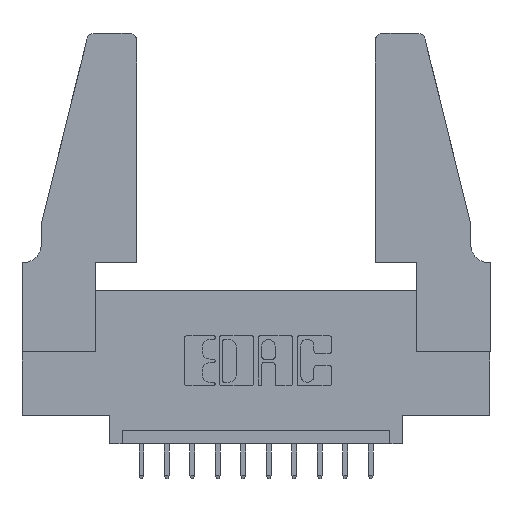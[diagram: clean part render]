
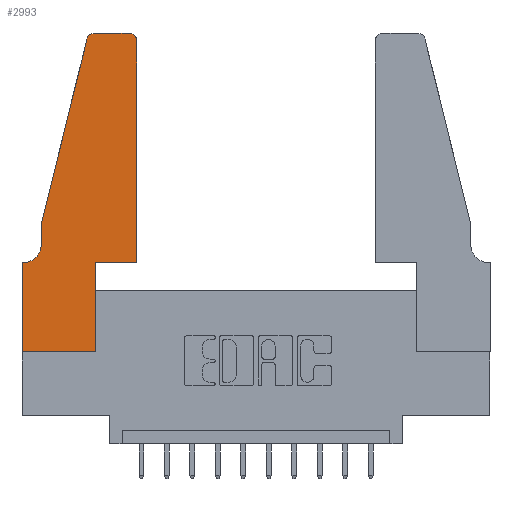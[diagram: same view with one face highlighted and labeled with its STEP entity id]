
A CAD part, top view. The second image highlights one B-rep face of the part: STEP entity #2993.
In plain terms, the highlighted planar face has unit normal (0, 0, 1).
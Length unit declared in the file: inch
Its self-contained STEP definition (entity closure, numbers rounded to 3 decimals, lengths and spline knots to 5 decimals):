
#20 = CARTESIAN_POINT ( 'NONE',  ( 0., 0., 0.37 ) ) ;
#67 = DIRECTION ( 'NONE',  ( 0., 0., 1. ) ) ;
#116 = DIRECTION ( 'NONE',  ( 0., 0., 1. ) ) ;
#229 = VERTEX_POINT ( 'NONE', #6435 ) ;
#747 = DIRECTION ( 'NONE',  ( -1., 0., 0. ) ) ;
#917 = VECTOR ( 'NONE', #8230, 39.37008 ) ;
#937 = FACE_OUTER_BOUND ( 'NONE', #9371, .T. ) ;
#993 = DIRECTION ( 'NONE',  ( 0., -1., 0. ) ) ;
#1461 = CARTESIAN_POINT ( 'NONE',  ( 0.2605, 1.25, 0.37 ) ) ;
#1491 = DIRECTION ( 'NONE',  ( -1., 0., 0. ) ) ;
#1581 = EDGE_CURVE ( 'NONE', #13713, #9516, #4087, .T. ) ;
#1603 = VERTEX_POINT ( 'NONE', #11977 ) ;
#1659 = ORIENTED_EDGE ( 'NONE', *, *, #12818, .T. ) ;
#1823 = EDGE_CURVE ( 'NONE', #3510, #1892, #6938, .T. ) ;
#1892 = VERTEX_POINT ( 'NONE', #9504 ) ;
#1925 = ORIENTED_EDGE ( 'NONE', *, *, #7591, .T. ) ;
#2089 = EDGE_CURVE ( 'NONE', #13287, #1603, #10941, .T. ) ;
#2211 = ORIENTED_EDGE ( 'NONE', *, *, #12752, .T. ) ;
#2248 = ORIENTED_EDGE ( 'NONE', *, *, #10256, .T. ) ;
#2804 = EDGE_CURVE ( 'NONE', #229, #13358, #9555, .T. ) ;
#2993 = ADVANCED_FACE ( 'NONE', ( #937 ), #14106, .T. ) ;
#3065 = LINE ( 'NONE', #9576, #917 ) ;
#3272 = ORIENTED_EDGE ( 'NONE', *, *, #13119, .T. ) ;
#3347 = DIRECTION ( 'NONE',  ( -0.239, -0.971, 0. ) ) ;
#3510 = VERTEX_POINT ( 'NONE', #13436 ) ;
#3538 = EDGE_CURVE ( 'NONE', #1892, #13287, #6356, .T. ) ;
#3653 = CARTESIAN_POINT ( 'NONE',  ( 0.4205, 1.22, 0.37 ) ) ;
#3937 = VECTOR ( 'NONE', #1491, 39.37008 ) ;
#4074 = CARTESIAN_POINT ( 'NONE',  ( 0.0055, 0.42, 0.37 ) ) ;
#4087 = LINE ( 'NONE', #5206, #14138 ) ;
#4258 = DIRECTION ( 'NONE',  ( 0., 0., 1. ) ) ;
#4625 = VERTEX_POINT ( 'NONE', #5514 ) ;
#4822 = AXIS2_PLACEMENT_3D ( 'NONE', #4074, #6065, #747 ) ;
#5111 = ORIENTED_EDGE ( 'NONE', *, *, #2804, .T. ) ;
#5157 = ORIENTED_EDGE ( 'NONE', *, *, #10922, .T. ) ;
#5206 = CARTESIAN_POINT ( 'NONE',  ( 0., 0., 0.37 ) ) ;
#5393 = CARTESIAN_POINT ( 'NONE',  ( 0.0755, 0.42, 0.37 ) ) ;
#5488 = ORIENTED_EDGE ( 'NONE', *, *, #3538, .T. ) ;
#5510 = VECTOR ( 'NONE', #993, 39.37008 ) ;
#5514 = CARTESIAN_POINT ( 'NONE',  ( 0.2865, 0., 0.37 ) ) ;
#5650 = AXIS2_PLACEMENT_3D ( 'NONE', #13234, #4258, #8626 ) ;
#5875 = VECTOR ( 'NONE', #10352, 39.37008 ) ;
#5937 = AXIS2_PLACEMENT_3D ( 'NONE', #3653, #116, #6869 ) ;
#6004 = CARTESIAN_POINT ( 'NONE',  ( 0.4505, 0.35, 0.37 ) ) ;
#6065 = DIRECTION ( 'NONE',  ( 0., 0., -1. ) ) ;
#6171 = VECTOR ( 'NONE', #10715, 39.37008 ) ;
#6329 = VECTOR ( 'NONE', #13554, 39.37008 ) ;
#6356 = CIRCLE ( 'NONE', #10012, 0.03 ) ;
#6435 = CARTESIAN_POINT ( 'NONE',  ( 0.2865, 0.35, 0.37 ) ) ;
#6869 = DIRECTION ( 'NONE',  ( 1., 0., 0. ) ) ;
#6938 = LINE ( 'NONE', #1461, #6329 ) ;
#7288 = VERTEX_POINT ( 'NONE', #13938 ) ;
#7330 = CARTESIAN_POINT ( 'NONE',  ( 0.0055, 0.35, 0.37 ) ) ;
#7425 = LINE ( 'NONE', #20, #6171 ) ;
#7443 = LINE ( 'NONE', #6004, #13202 ) ;
#7591 = EDGE_CURVE ( 'NONE', #7288, #3510, #13073, .T. ) ;
#7617 = CARTESIAN_POINT ( 'NONE',  ( 0.25487, 1.22718, 0.37 ) ) ;
#8009 = ORIENTED_EDGE ( 'NONE', *, *, #13485, .T. ) ;
#8230 = DIRECTION ( 'NONE',  ( 0., 1., 0. ) ) ;
#8576 = ORIENTED_EDGE ( 'NONE', *, *, #2089, .T. ) ;
#8626 = DIRECTION ( 'NONE',  ( 1., 0., 0. ) ) ;
#8681 = CARTESIAN_POINT ( 'NONE',  ( 0.0755, 0.5, 0.37 ) ) ;
#8778 = ORIENTED_EDGE ( 'NONE', *, *, #1581, .T. ) ;
#8779 = CARTESIAN_POINT ( 'NONE',  ( 0.0755, 0.5, 0.37 ) ) ;
#9063 = VECTOR ( 'NONE', #3347, 39.37008 ) ;
#9371 = EDGE_LOOP ( 'NONE', ( #14154, #5488, #8576, #3272, #1659, #8009, #8778, #5157, #2211, #5111, #2248, #1925 ) ) ;
#9504 = CARTESIAN_POINT ( 'NONE',  ( 0.284, 1.25, 0.37 ) ) ;
#9516 = VERTEX_POINT ( 'NONE', #11521 ) ;
#9532 = VERTEX_POINT ( 'NONE', #5393 ) ;
#9555 = LINE ( 'NONE', #11648, #5875 ) ;
#9576 = CARTESIAN_POINT ( 'NONE',  ( 0.2865, 0.35, 0.37 ) ) ;
#9890 = CARTESIAN_POINT ( 'NONE',  ( 0.284, 1.22, 0.37 ) ) ;
#10012 = AXIS2_PLACEMENT_3D ( 'NONE', #9890, #67, #12207 ) ;
#10087 = CIRCLE ( 'NONE', #4822, 0.07 ) ;
#10256 = EDGE_CURVE ( 'NONE', #13358, #7288, #7443, .T. ) ;
#10352 = DIRECTION ( 'NONE',  ( 1., 0., 0. ) ) ;
#10715 = DIRECTION ( 'NONE',  ( 1., 0., 0. ) ) ;
#10896 = CARTESIAN_POINT ( 'NONE',  ( 0., 0.35, 0.37 ) ) ;
#10922 = EDGE_CURVE ( 'NONE', #9516, #4625, #7425, .T. ) ;
#10941 = LINE ( 'NONE', #8779, #9063 ) ;
#10991 = VERTEX_POINT ( 'NONE', #7330 ) ;
#11342 = LINE ( 'NONE', #13726, #3937 ) ;
#11521 = CARTESIAN_POINT ( 'NONE',  ( 0., 0., 0.37 ) ) ;
#11638 = LINE ( 'NONE', #8681, #5510 ) ;
#11648 = CARTESIAN_POINT ( 'NONE',  ( 0.4505, 0.35, 0.37 ) ) ;
#11827 = DIRECTION ( 'NONE',  ( 0., -1., 0. ) ) ;
#11977 = CARTESIAN_POINT ( 'NONE',  ( 0.0755, 0.5, 0.37 ) ) ;
#12207 = DIRECTION ( 'NONE',  ( 1., 0., 0. ) ) ;
#12752 = EDGE_CURVE ( 'NONE', #4625, #229, #3065, .T. ) ;
#12818 = EDGE_CURVE ( 'NONE', #9532, #10991, #10087, .T. ) ;
#13073 = CIRCLE ( 'NONE', #5937, 0.03 ) ;
#13119 = EDGE_CURVE ( 'NONE', #1603, #9532, #11638, .T. ) ;
#13202 = VECTOR ( 'NONE', #13924, 39.37008 ) ;
#13234 = CARTESIAN_POINT ( 'NONE',  ( 0., 0.35, 0.37 ) ) ;
#13287 = VERTEX_POINT ( 'NONE', #7617 ) ;
#13358 = VERTEX_POINT ( 'NONE', #13375 ) ;
#13375 = CARTESIAN_POINT ( 'NONE',  ( 0.4505, 0.35, 0.37 ) ) ;
#13436 = CARTESIAN_POINT ( 'NONE',  ( 0.4205, 1.25, 0.37 ) ) ;
#13485 = EDGE_CURVE ( 'NONE', #10991, #13713, #11342, .T. ) ;
#13554 = DIRECTION ( 'NONE',  ( -1., 0., 0. ) ) ;
#13713 = VERTEX_POINT ( 'NONE', #10896 ) ;
#13726 = CARTESIAN_POINT ( 'NONE',  ( 0.0755, 0.35, 0.37 ) ) ;
#13924 = DIRECTION ( 'NONE',  ( 0., 1., 0. ) ) ;
#13938 = CARTESIAN_POINT ( 'NONE',  ( 0.4505, 1.22, 0.37 ) ) ;
#14106 = PLANE ( 'NONE',  #5650 ) ;
#14138 = VECTOR ( 'NONE', #11827, 39.37008 ) ;
#14154 = ORIENTED_EDGE ( 'NONE', *, *, #1823, .T. ) ;
